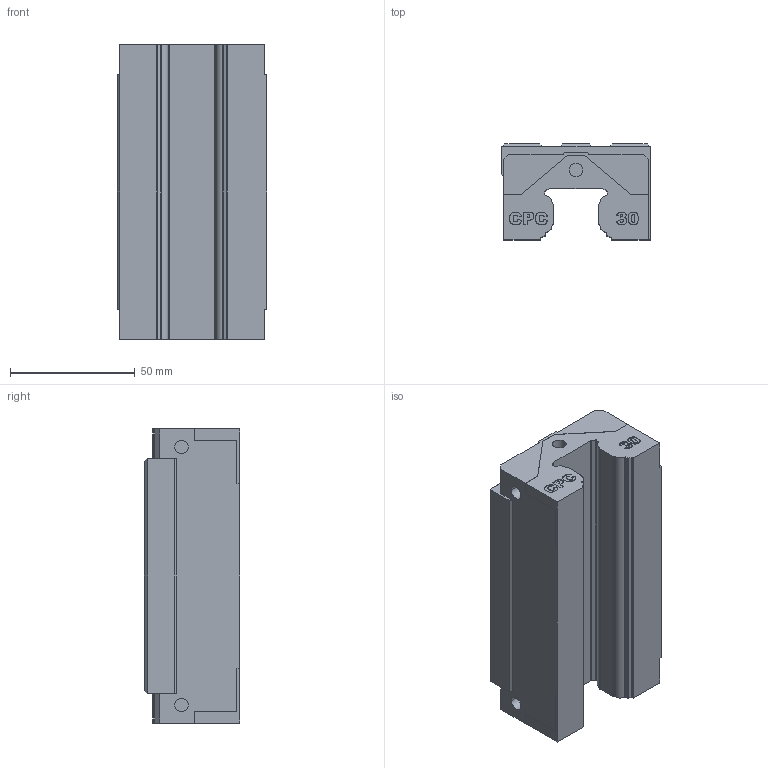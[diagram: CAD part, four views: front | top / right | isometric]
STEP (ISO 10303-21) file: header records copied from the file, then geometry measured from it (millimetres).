
FILE_DESCRIPTION (( 'STEP AP214' ), '1' );
FILE_NAME ('HRC30ML-block.STEP', '2013-03-11T10:35:52', ( 'CPC' ), ( '' ), 'SwSTEP 2.0', 'SolidWorks 2010', '' );
FILE_SCHEMA (( 'AUTOMOTIVE_DESIGN' ));
Length unit declared in the file: millimetre
Products named in the file (1): HRC30ML-block
Bounding box: 60 x 38.4 x 118 mm (x, y, z)
Volume: 205296.2 mm3; surface area: 33905.5 mm2
Topology: 1 solids, 1 shells, 318 faces, 848 edges, 556 vertices
Faces by surface type: plane 144, bspline 98, cylinder 60, cone 16
Entity records: 18641 total; most frequent: CARTESIAN_POINT 10601, ORIENTED_EDGE 1680, DIRECTION 1214, EDGE_CURVE 840, VERTEX_POINT 556, VECTOR 516, LINE 516, EDGE_LOOP 350
